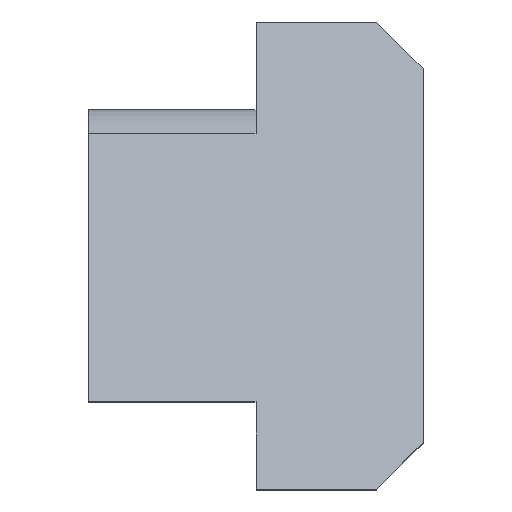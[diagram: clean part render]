
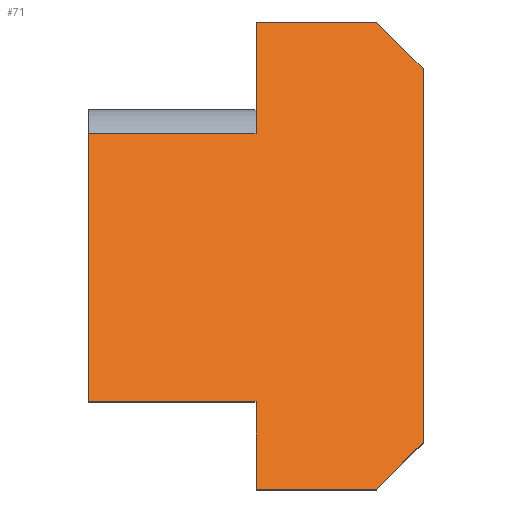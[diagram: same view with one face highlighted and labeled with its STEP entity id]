
A CAD part, top view. The second image highlights one B-rep face of the part: STEP entity #71.
In plain terms, the highlighted planar face has unit normal (0, 0.5, 0.866).
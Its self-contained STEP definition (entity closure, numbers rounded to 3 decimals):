
#71 = ADVANCED_FACE( '', ( #142 ), #143, .F. );
#142 = FACE_OUTER_BOUND( '', #205, .T. );
#143 = PLANE( '', #206 );
#205 = EDGE_LOOP( '', ( #338, #339, #340, #341, #342, #343, #344, #345, #346, #347 ) );
#206 = AXIS2_PLACEMENT_3D( '', #348, #349, #350 );
#338 = ORIENTED_EDGE( '', *, *, #377, .F. );
#339 = ORIENTED_EDGE( '', *, *, #362, .T. );
#340 = ORIENTED_EDGE( '', *, *, #412, .T. );
#341 = ORIENTED_EDGE( '', *, *, #386, .F. );
#342 = ORIENTED_EDGE( '', *, *, #410, .F. );
#343 = ORIENTED_EDGE( '', *, *, #372, .F. );
#344 = ORIENTED_EDGE( '', *, *, #403, .F. );
#345 = ORIENTED_EDGE( '', *, *, #393, .F. );
#346 = ORIENTED_EDGE( '', *, *, #398, .T. );
#347 = ORIENTED_EDGE( '', *, *, #401, .F. );
#348 = CARTESIAN_POINT( '', ( 25., 21., -2.021 ) );
#349 = DIRECTION( '', ( 0., -0.5, -0.866 ) );
#350 = DIRECTION( '', ( 0., 0.866, -0.5 ) );
#362 = EDGE_CURVE( '', #422, #420, #423, .T. );
#372 = EDGE_CURVE( '', #436, #439, #440, .T. );
#377 = EDGE_CURVE( '', #422, #447, #448, .T. );
#386 = EDGE_CURVE( '', #461, #462, #463, .T. );
#393 = EDGE_CURVE( '', #473, #475, #476, .T. );
#398 = EDGE_CURVE( '', #473, #480, #482, .T. );
#401 = EDGE_CURVE( '', #447, #480, #485, .T. );
#403 = EDGE_CURVE( '', #475, #436, #487, .T. );
#410 = EDGE_CURVE( '', #439, #461, #495, .T. );
#412 = EDGE_CURVE( '', #420, #462, #497, .T. );
#420 = VERTEX_POINT( '', #506 );
#422 = VERTEX_POINT( '', #509 );
#423 = LINE( '', #510, #511 );
#436 = VERTEX_POINT( '', #525 );
#439 = VERTEX_POINT( '', #529 );
#440 = LINE( '', #530, #531 );
#447 = VERTEX_POINT( '', #540 );
#448 = LINE( '', #541, #542 );
#461 = VERTEX_POINT( '', #560 );
#462 = VERTEX_POINT( '', #561 );
#463 = LINE( '', #562, #563 );
#473 = VERTEX_POINT( '', #577 );
#475 = VERTEX_POINT( '', #580 );
#476 = LINE( '', #581, #582 );
#480 = VERTEX_POINT( '', #587 );
#482 = LINE( '', #589, #590 );
#485 = LINE( '', #594, #595 );
#487 = LINE( '', #597, #598 );
#495 = LINE( '', #610, #611 );
#497 = LINE( '', #613, #614 );
#506 = CARTESIAN_POINT( '', ( 0., -8.75, 15.155 ) );
#509 = CARTESIAN_POINT( '', ( -10., -8.75, 15.155 ) );
#510 = CARTESIAN_POINT( '', ( 25., -8.75, 15.155 ) );
#511 = VECTOR( '', #620, 1000. );
#525 = CARTESIAN_POINT( '', ( 10., 11.2, 3.637 ) );
#529 = CARTESIAN_POINT( '', ( 10., -11.2, 16.57 ) );
#530 = CARTESIAN_POINT( '', ( 10., -12.983, 17.599 ) );
#531 = VECTOR( '', #635, 1000. );
#540 = CARTESIAN_POINT( '', ( -10., 7.35, 5.86 ) );
#541 = CARTESIAN_POINT( '', ( -10., 5.917, 6.687 ) );
#542 = VECTOR( '', #641, 1000. );
#560 = CARTESIAN_POINT( '', ( 7.2, -14., 18.187 ) );
#561 = CARTESIAN_POINT( '', ( 0., -14., 18.187 ) );
#562 = CARTESIAN_POINT( '', ( -10., -14., 18.187 ) );
#563 = VECTOR( '', #650, 1000. );
#577 = CARTESIAN_POINT( '', ( 0., 14., 2.021 ) );
#580 = CARTESIAN_POINT( '', ( 7.2, 14., 2.021 ) );
#581 = CARTESIAN_POINT( '', ( 7.2, 14., 2.021 ) );
#582 = VECTOR( '', #656, 1000. );
#587 = CARTESIAN_POINT( '', ( 0., 7.35, 5.86 ) );
#589 = CARTESIAN_POINT( '', ( 0., 21., -2.021 ) );
#590 = VECTOR( '', #661, 1000. );
#594 = CARTESIAN_POINT( '', ( -20., 7.35, 5.86 ) );
#595 = VECTOR( '', #663, 1000. );
#597 = CARTESIAN_POINT( '', ( 14.219, 6.981, 6.073 ) );
#598 = VECTOR( '', #664, 1000. );
#610 = CARTESIAN_POINT( '', ( 6.581, -14.619, 18.544 ) );
#611 = VECTOR( '', #669, 1000. );
#613 = CARTESIAN_POINT( '', ( 0., 21., -2.021 ) );
#614 = VECTOR( '', #670, 1000. );
#620 = DIRECTION( '', ( 1., 0., 0. ) );
#635 = DIRECTION( '', ( 0., -0.866, 0.5 ) );
#641 = DIRECTION( '', ( 0., 0.866, -0.5 ) );
#650 = DIRECTION( '', ( -1., 0., 0. ) );
#656 = DIRECTION( '', ( 1., 0., 0. ) );
#661 = DIRECTION( '', ( 0., -0.866, 0.5 ) );
#663 = DIRECTION( '', ( 1., 0., 0. ) );
#664 = DIRECTION( '', ( 0.655, -0.655, 0.378 ) );
#669 = DIRECTION( '', ( -0.655, -0.655, 0.378 ) );
#670 = DIRECTION( '', ( 0., -0.866, 0.5 ) );
